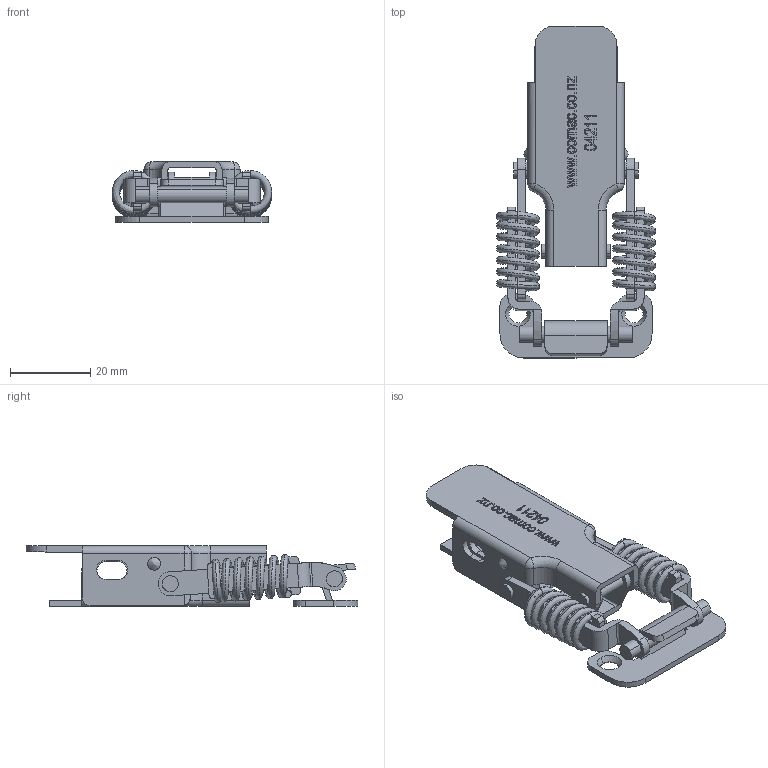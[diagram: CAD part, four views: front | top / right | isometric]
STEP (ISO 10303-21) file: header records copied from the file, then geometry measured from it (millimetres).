
FILE_DESCRIPTION (( 'STEP AP214' ), '1' );
FILE_NAME ('04211-Hold Down Spring Latch Stainless Steel 60mm.STEP', '2018-10-15T01:01:10', ( '' ), ( '' ), 'SwSTEP 2.0', 'SolidWorks 2018', '' );
FILE_SCHEMA (( 'AUTOMOTIVE_DESIGN' ));
Length unit declared in the file: millimetre
Products named in the file (11): 4211 Hold Down Spring Latch SS 60mm Lever; 4211 Hold Down Spring Latch SS 60mm Base; Mirror4211 Hold Down Spring Latch SS 60mm Arm 2; 4211 Hold Down Spring Latch SS 60mm Spring; 04211-Hold Down Spring Latch Stainless Steel 60mm; 4211 Hold Down Spring Latch SS 60mm Pin 3; 4211 Hold Down Spring Latch SS 60mm Arm 2; 4211 Hold Down Spring Latch SS 60mm Pin 1; 4211 Hold Down Spring Latch SS 60mm Arm 1; 4211 Hold Down Spring Latch SS 60mm Pin 2; 4211 Hold Down Spring Latch SS 60mm Keeper
Assembly tree (12 placements, depth 2):
  04211-Hold Down Spring Latch Stainless Steel 60mm
    4211 Hold Down Spring Latch SS 60mm Base
    4211 Hold Down Spring Latch SS 60mm Lever
    4211 Hold Down Spring Latch SS 60mm Arm 1  x2
    4211 Hold Down Spring Latch SS 60mm Arm 2
    4211 Hold Down Spring Latch SS 60mm Spring  x2
    4211 Hold Down Spring Latch SS 60mm Pin 1
    4211 Hold Down Spring Latch SS 60mm Pin 2
    4211 Hold Down Spring Latch SS 60mm Pin 3
    4211 Hold Down Spring Latch SS 60mm Keeper
    Mirror4211 Hold Down Spring Latch SS 60mm Arm 2
Bounding box: 39.8 x 82.9 x 15.1 mm (x, y, z)
Volume: 9560.3 mm3; surface area: 14922.3 mm2
Topology: 12 solids, 12 shells, 556 faces, 1471 edges, 962 vertices
Faces by surface type: plane 294, cylinder 140, bspline 94, torus 20, sphere 4, cone 4
Entity records: 24437 total; most frequent: CARTESIAN_POINT 11066, ORIENTED_EDGE 2830, DIRECTION 2407, EDGE_CURVE 1415, VERTEX_POINT 926, VECTOR 917, LINE 917, AXIS2_PLACEMENT_3D 745
